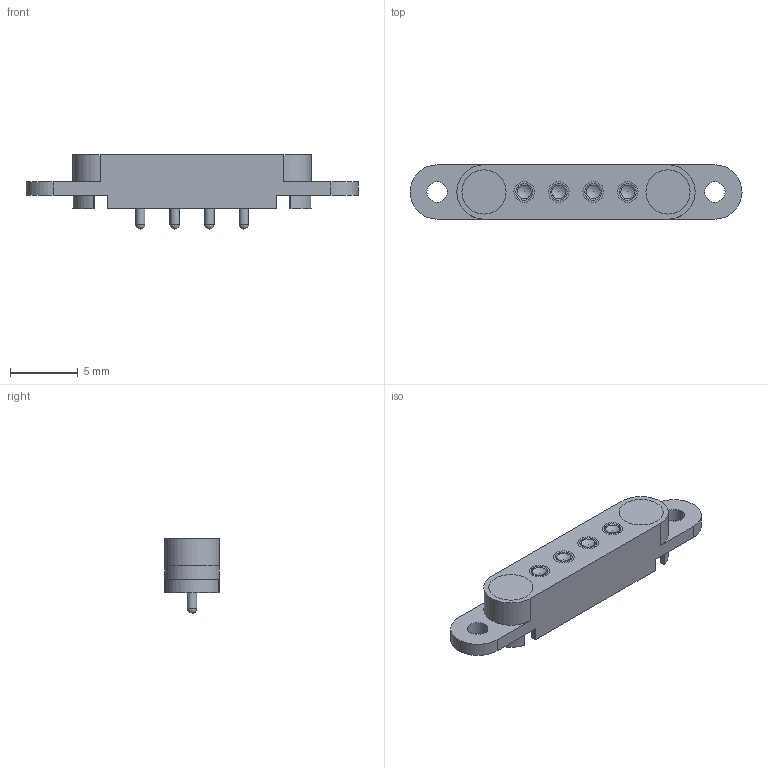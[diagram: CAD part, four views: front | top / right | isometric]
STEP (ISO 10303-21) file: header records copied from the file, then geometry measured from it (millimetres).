
FILE_DESCRIPTION(/* description */ (''),/* implementation_level */ '2;1');
FILE_NAME(/* name */ 'PogoFemale-4pin.step',/* time_stamp */ '2024-07-14T02:37:55+03:00',/* author */ (''),/* organization */ (''),/* preprocessor_version */ 'ST-DEVELOPER v20',/* originating_system */ 'Autodesk Translation Framework v13.14.0.145',/* authorisation */ '');
FILE_SCHEMA (('AUTOMOTIVE_DESIGN { 1 0 10303 214 3 1 1 }'));
Length unit declared in the file: millimetre
Products named in the file (8): PogoFemale-4pin; Case; Pin3; Magnet2; Magnet1; Pin1; Pin2; Pin4
Assembly tree (7 placements, depth 2):
  PogoFemale-4pin
    Case
    Pin3
    Magnet2
    Magnet1
    Pin1
    Pin2
    Pin4
Bounding box: 24.44 x 4 x 5.5 mm (x, y, z)
Volume: 232.2 mm3; surface area: 642.6 mm2
Topology: 7 solids, 7 shells, 69 faces, 161 edges, 106 vertices
Faces by surface type: plane 33, cylinder 24, bspline 8, sphere 4
Full cylindrical faces by diameter (mm): 0.7 x4, 1.5 x2, 1.51 x8, 3.25 x4
Entity records: 3142 total; most frequent: CARTESIAN_POINT 1308, DIRECTION 349, ORIENTED_EDGE 306, EDGE_CURVE 153, AXIS2_PLACEMENT_3D 136, VERTEX_POINT 106, EDGE_LOOP 93, LINE 77
